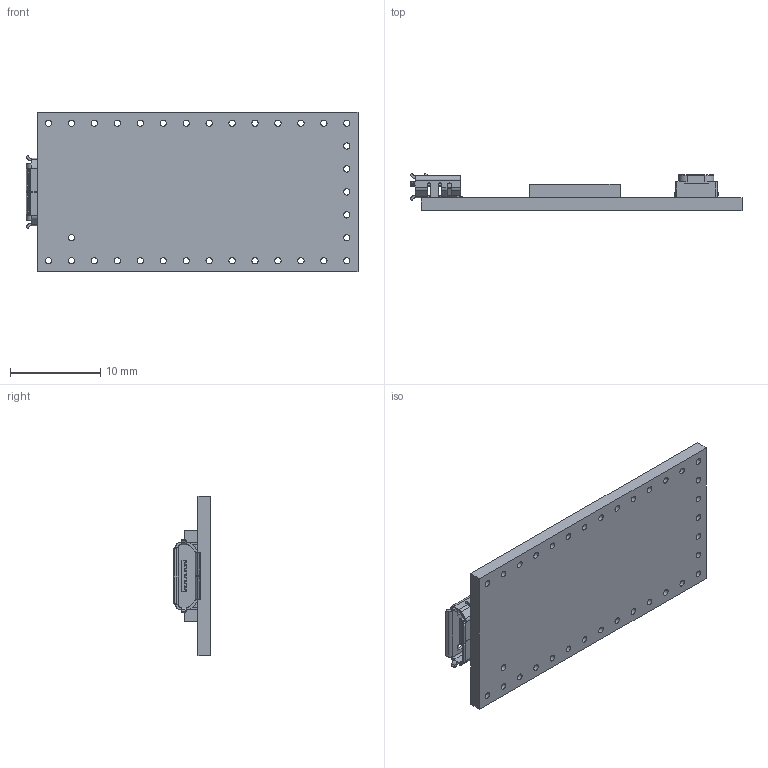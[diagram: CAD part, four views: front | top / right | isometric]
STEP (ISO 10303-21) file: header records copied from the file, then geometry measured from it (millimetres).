
FILE_DESCRIPTION(/* description */ (''),/* implementation_level */ '2;1');
FILE_NAME(/* name */ 'Teensy_4.0_Assembly v2.step',/* time_stamp */ '2022-02-05T08:49:42-05:00',/* author */ (''),/* organization */ (''),/* preprocessor_version */ 'ST-DEVELOPER v18.1',/* originating_system */ 'Autodesk Translation Framework v10.13.0.1454',/* authorisation */ '');
FILE_SCHEMA (('AUTOMOTIVE_DESIGN { 1 0 10303 214 3 1 1 }'));
Length unit declared in the file: millimetre
Products named in the file (5): Teensy_4.0_Assembly; Teensy_4.0_PCB; Micro USB-B Female 5Pin SMD; NXP iMXRT1062; SKRPACE010 v4
Assembly tree (4 placements, depth 2):
  Teensy_4.0_Assembly
    Teensy_4.0_PCB
    Micro USB-B Female 5Pin SMD
    NXP iMXRT1062
    SKRPACE010 v4
Bounding box: 36.75 x 4.12 x 17.7 mm (x, y, z)
Volume: 1088.9 mm3; surface area: 2129.9 mm2
Topology: 10 solids, 10 shells, 659 faces, 1895 edges, 1244 vertices
Faces by surface type: plane 397, cylinder 239, bspline 17, torus 6
Full cylindrical faces by diameter (mm): 0.7 x34
Entity records: 22021 total; most frequent: CARTESIAN_POINT 3986, ORIENTED_EDGE 3790, DIRECTION 3721, EDGE_CURVE 1895, LINE 1371, VECTOR 1371, VERTEX_POINT 1244, AXIS2_PLACEMENT_3D 1175
